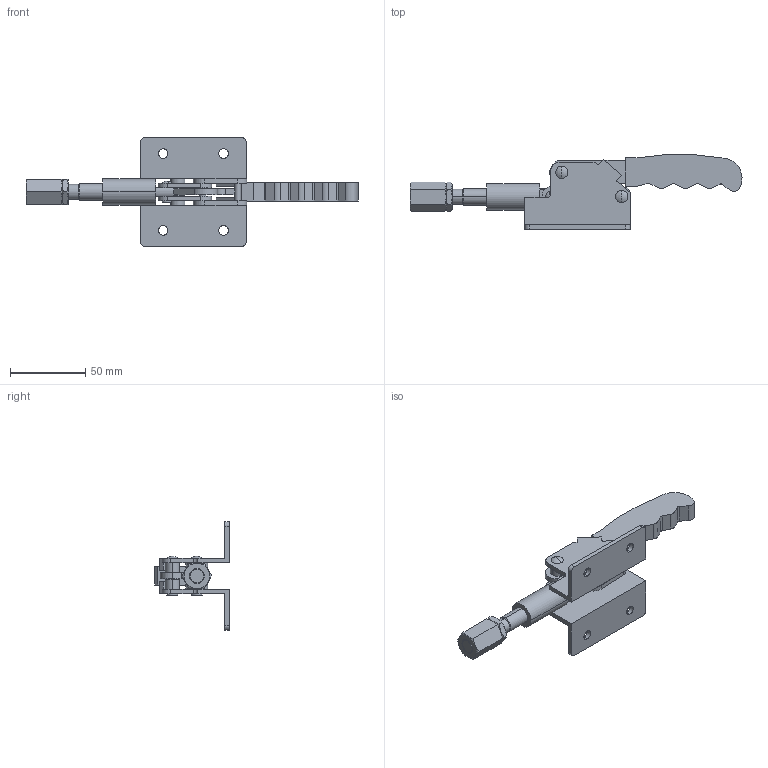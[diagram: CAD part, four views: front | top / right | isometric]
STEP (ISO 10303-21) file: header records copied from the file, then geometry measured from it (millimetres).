
FILE_DESCRIPTION (( 'STEP AP214' ), '1' );
FILE_NAME ('GH-302-DM(Â²¤Æ).STEP', '2020-07-06T02:59:54', ( 'LinWei' ), ( '' ), 'SwSTEP 2.0', 'SolidWorks 2016', '' );
FILE_SCHEMA (( 'AUTOMOTIVE_DESIGN' ));
Length unit declared in the file: millimetre
Products named in the file (7): 4302DM33-1^GH-302-DM(簡化); 1302DM01-1^GH-302-DM(簡化); Group6^GH-302-DM(簡化); Group4^GH-302-DM(簡化); Group3^GH-302-DM(簡化); Group2^GH-302-DM(簡化); GH-302-DM(簡化)
Assembly tree (6 placements, depth 2):
  GH-302-DM(簡化)
    Group2^GH-302-DM(簡化)
    Group3^GH-302-DM(簡化)
    Group4^GH-302-DM(簡化)
    Group6^GH-302-DM(簡化)
    1302DM01-1^GH-302-DM(簡化)
    4302DM33-1^GH-302-DM(簡化)
Bounding box: 220.16 x 49.49 x 72 mm (x, y, z)
Volume: 72747 mm3; surface area: 42321 mm2
Topology: 8 solids, 8 shells, 229 faces, 577 edges, 383 vertices
Faces by surface type: plane 106, cylinder 103, cone 14, sphere 6
Entity records: 7844 total; most frequent: CARTESIAN_POINT 1474, DIRECTION 1249, ORIENTED_EDGE 1154, EDGE_CURVE 577, AXIS2_PLACEMENT_3D 470, VERTEX_POINT 383, VECTOR 309, LINE 309
